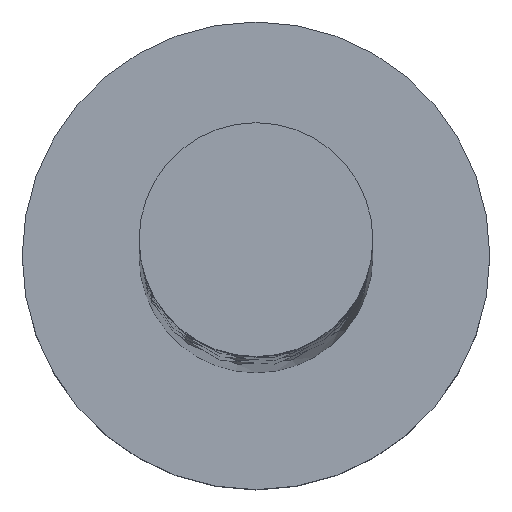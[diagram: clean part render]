
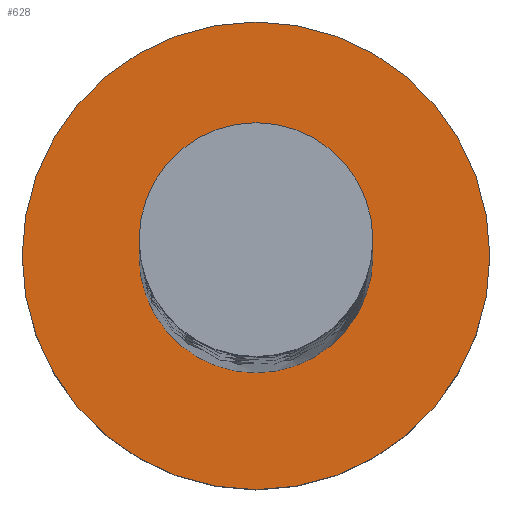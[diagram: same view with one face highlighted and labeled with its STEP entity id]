
A CAD part, top view. The second image highlights one B-rep face of the part: STEP entity #628.
In plain terms, the highlighted planar face has unit normal (0, 0, 1).
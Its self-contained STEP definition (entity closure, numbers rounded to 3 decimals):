
#1 = CIRCLE ( 'NONE', #838, 4. ) ;
#66 = VERTEX_POINT ( 'NONE', #468 ) ;
#129 = AXIS2_PLACEMENT_3D ( 'NONE', #851, #290, #700 ) ;
#150 = CARTESIAN_POINT ( 'NONE',  ( -4., 0., 3. ) ) ;
#224 = AXIS2_PLACEMENT_3D ( 'NONE', #346, #508, #1706 ) ;
#289 = EDGE_CURVE ( 'NONE', #1640, #1725, #1, .T. ) ;
#290 = DIRECTION ( 'NONE',  ( 0., 0., 1. ) ) ;
#346 = CARTESIAN_POINT ( 'NONE',  ( 0., 0., 3. ) ) ;
#363 = CIRCLE ( 'NONE', #1672, 4. ) ;
#468 = CARTESIAN_POINT ( 'NONE',  ( -2., 0., 3. ) ) ;
#508 = DIRECTION ( 'NONE',  ( 0., 0., 1. ) ) ;
#551 = CARTESIAN_POINT ( 'NONE',  ( 0., 0., 3. ) ) ;
#628 = ADVANCED_FACE ( 'NONE', ( #1158, #1042 ), #1717, .T. ) ;
#686 = DIRECTION ( 'NONE',  ( 1., 0., 0. ) ) ;
#700 = DIRECTION ( 'NONE',  ( 1., 0., 0. ) ) ;
#712 = EDGE_LOOP ( 'NONE', ( #1170, #1110 ) ) ;
#838 = AXIS2_PLACEMENT_3D ( 'NONE', #1160, #1308, #1303 ) ;
#851 = CARTESIAN_POINT ( 'NONE',  ( 0., 0., 3. ) ) ;
#861 = EDGE_CURVE ( 'NONE', #1725, #1640, #363, .T. ) ;
#895 = ORIENTED_EDGE ( 'NONE', *, *, #1176, .F. ) ;
#985 = CIRCLE ( 'NONE', #1182, 2. ) ;
#1042 = FACE_OUTER_BOUND ( 'NONE', #712, .T. ) ;
#1088 = DIRECTION ( 'NONE',  ( 0., 0., 1. ) ) ;
#1098 = CARTESIAN_POINT ( 'NONE',  ( 2., 0., 3. ) ) ;
#1100 = ORIENTED_EDGE ( 'NONE', *, *, #1740, .F. ) ;
#1110 = ORIENTED_EDGE ( 'NONE', *, *, #289, .T. ) ;
#1113 = EDGE_LOOP ( 'NONE', ( #895, #1100 ) ) ;
#1158 = FACE_BOUND ( 'NONE', #1113, .T. ) ;
#1160 = CARTESIAN_POINT ( 'NONE',  ( 0., 0., 3. ) ) ;
#1170 = ORIENTED_EDGE ( 'NONE', *, *, #861, .T. ) ;
#1176 = EDGE_CURVE ( 'NONE', #66, #1460, #1390, .T. ) ;
#1182 = AXIS2_PLACEMENT_3D ( 'NONE', #1381, #1495, #686 ) ;
#1303 = DIRECTION ( 'NONE',  ( 1., 0., 0. ) ) ;
#1308 = DIRECTION ( 'NONE',  ( 0., 0., 1. ) ) ;
#1381 = CARTESIAN_POINT ( 'NONE',  ( 0., 0., 3. ) ) ;
#1390 = CIRCLE ( 'NONE', #129, 2. ) ;
#1460 = VERTEX_POINT ( 'NONE', #1098 ) ;
#1495 = DIRECTION ( 'NONE',  ( 0., 0., 1. ) ) ;
#1634 = DIRECTION ( 'NONE',  ( 1., 0., 0. ) ) ;
#1640 = VERTEX_POINT ( 'NONE', #1652 ) ;
#1652 = CARTESIAN_POINT ( 'NONE',  ( 4., 0., 3. ) ) ;
#1672 = AXIS2_PLACEMENT_3D ( 'NONE', #551, #1088, #1634 ) ;
#1706 = DIRECTION ( 'NONE',  ( 1., 0., 0. ) ) ;
#1717 = PLANE ( 'NONE',  #224 ) ;
#1725 = VERTEX_POINT ( 'NONE', #150 ) ;
#1740 = EDGE_CURVE ( 'NONE', #1460, #66, #985, .T. ) ;
